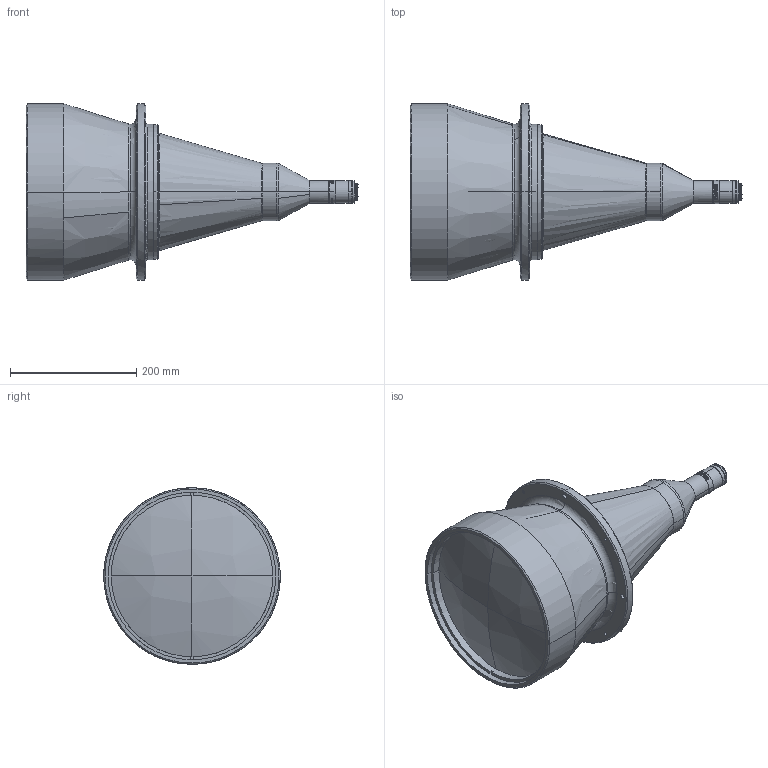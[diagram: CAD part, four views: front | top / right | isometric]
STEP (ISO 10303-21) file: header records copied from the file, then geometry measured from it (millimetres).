
FILE_DESCRIPTION (( 'STEP AP203' ), '1' );
FILE_NAME ('610016.STEP', '2021-08-09T02:54:26', ( '' ), ( '' ), 'SwSTEP 2.0', 'SolidWorks 2020', '' );
FILE_SCHEMA (( 'CONFIG_CONTROL_DESIGN' ));
Length unit declared in the file: millimetre
Products named in the file (1): 610016
Bounding box: 526.65 x 280 x 280 mm (x, y, z)
Surface area: 675146.7 mm2 (no closed solid volume)
Topology: 0 solids, 12 shells, 807 faces, 2178 edges, 1439 vertices
Faces by surface type: bspline 306, plane 283, cylinder 118, cone 82, torus 14, sphere 4
Entity records: 41312 total; most frequent: CARTESIAN_POINT 26090, ORIENTED_EDGE 4312, EDGE_CURVE 2178, B_SPLINE_CURVE_WITH_KNOTS 2106, VERTEX_POINT 1439, DIRECTION 1088, EDGE_LOOP 883, ADVANCED_FACE 807
